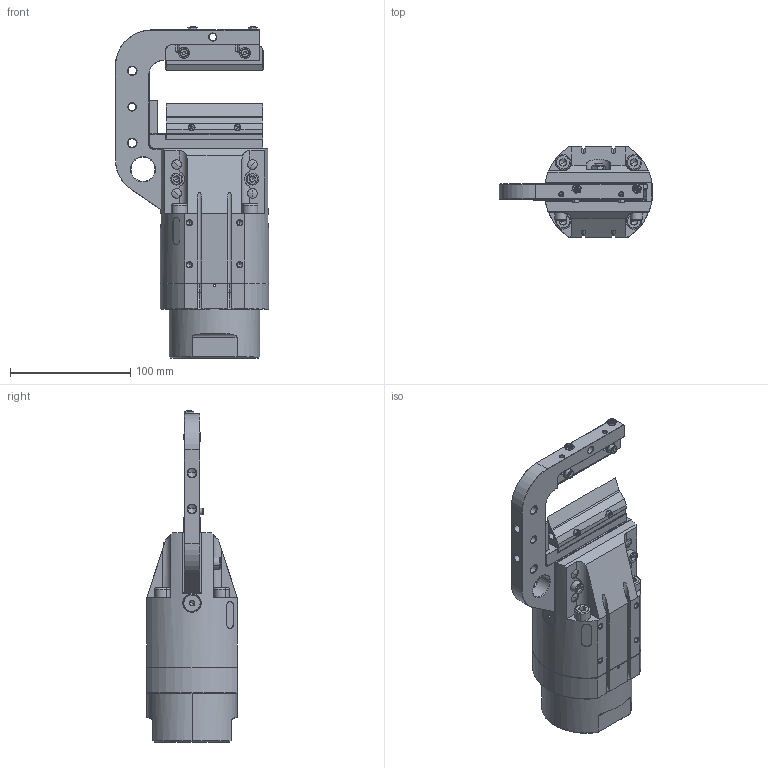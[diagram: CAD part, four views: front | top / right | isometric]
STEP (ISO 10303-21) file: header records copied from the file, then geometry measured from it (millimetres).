
FILE_DESCRIPTION(/* description */ (''),/* implementation_level */ '2;1');
FILE_NAME(/* name */ 'GT-N80H-63气动推入式剪刀装配.stp',/* time_stamp */ '2023-05-04T15:29:07+08:00',/* author */ (''),/* organization */ (''),/* preprocessor_version */ 'ST-DEVELOPER v16.7',/* originating_system */ 'SIEMENS PLM Software NX 12.0',/* authorisation */ '');
FILE_SCHEMA (('AP203_CONFIGURATION_CONTROLLED_3D_DESIGN_OF_MECHANICAL_PARTS_AND_ASSEMBLIES_MIM_LF { 1 0 10303 403 2 1 2}'));
Products named in the file (1): _model11
Bounding box: 127.5 x 75 x 276.2 mm (x, y, z)
Volume: 586806.7 mm3; surface area: 153123.4 mm2
Topology: 1 solids, 38 shells, 1463 faces, 3451 edges, 2046 vertices
Faces by surface type: plane 671, cone 360, cylinder 344, torus 60, bspline 28
Entity records: 56436 total; most frequent: CARTESIAN_POINT 17305, DIRECTION 7259, ORIENTED_EDGE 6746, EDGE_CURVE 3373, AXIS2_PLACEMENT_3D 2699, VERTEX_POINT 2046, LINE 1861, VECTOR 1861
